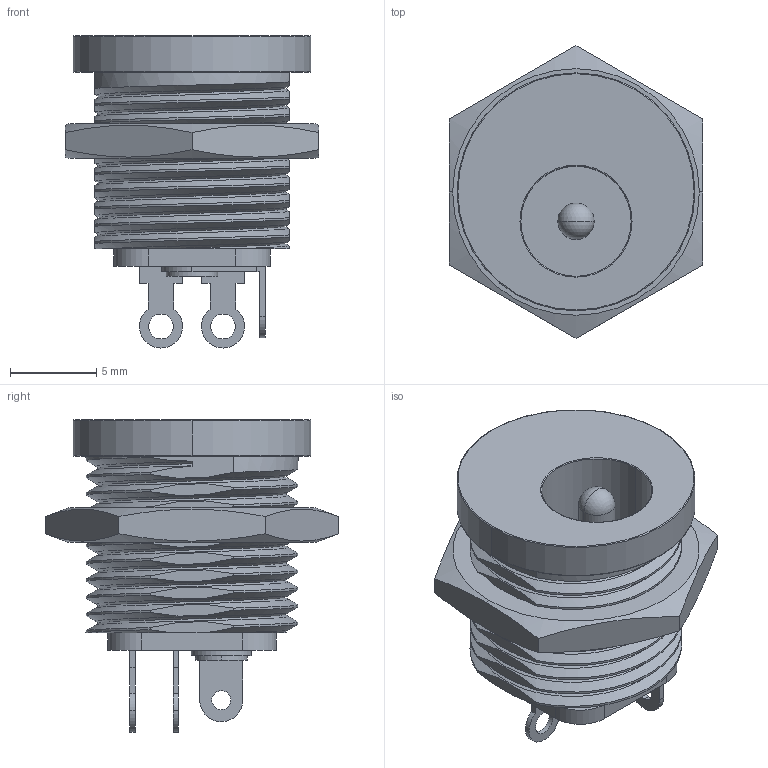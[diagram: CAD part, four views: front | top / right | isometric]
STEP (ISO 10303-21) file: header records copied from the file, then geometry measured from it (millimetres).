
FILE_DESCRIPTION (( 'STEP AP214' ), '1' );
FILE_NAME ('ASM, Adafruit 5.5 x 2.1 Coaxial DC Panel Mount Power Jack (PN 610).STEP', '2018-11-18T01:27:05', ( '' ), ( '' ), 'SwSTEP 2.0', 'SolidWorks 2017', '' );
FILE_SCHEMA (( 'AUTOMOTIVE_DESIGN' ));
Length unit declared in the file: millimetre
Products named in the file (3): ASM, Adafruit 5.5 x 2.1 Coaxial DC Panel Mount Power Jack (PN 610); M12.5x1 Panel Nut_default; Adafruit 5.5 x 2.1 DC Coax Panel Mount Power Jack (PN 601)_default
Assembly tree (2 placements, depth 2):
  ASM, Adafruit 5.5 x 2.1 Coaxial DC Panel Mount Power Jack (PN 610)
    Adafruit 5.5 x 2.1 DC Coax Panel Mount Power Jack (PN 601)_default
    M12.5x1 Panel Nut_default
Bounding box: 14.7 x 16.97 x 18.1 mm (x, y, z)
Volume: 1342.1 mm3; surface area: 1936.3 mm2
Topology: 6 solids, 6 shells, 140 faces, 367 edges, 242 vertices
Faces by surface type: plane 70, cylinder 52, torus 7, bspline 5, cone 4, sphere 2
Entity records: 7128 total; most frequent: CARTESIAN_POINT 3689, ORIENTED_EDGE 726, DIRECTION 619, EDGE_CURVE 363, VERTEX_POINT 240, AXIS2_PLACEMENT_3D 227, LINE 165, VECTOR 165
